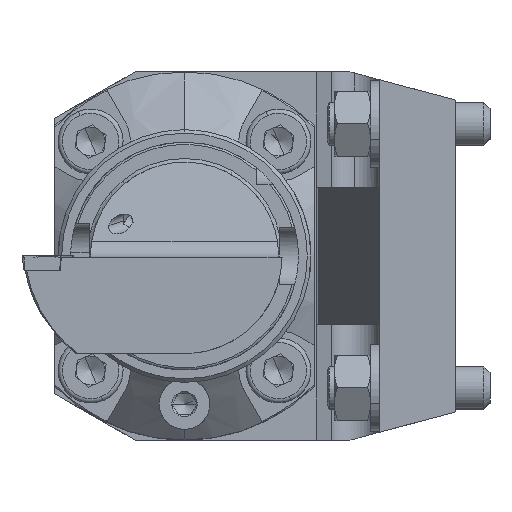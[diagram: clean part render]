
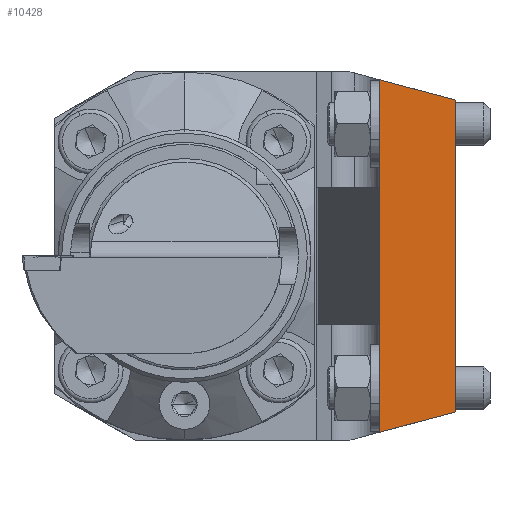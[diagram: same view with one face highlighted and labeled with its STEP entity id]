
A CAD part, left-side view. The second image highlights one B-rep face of the part: STEP entity #10428.
In plain terms, the highlighted planar face has unit normal (-1, 0, 0).
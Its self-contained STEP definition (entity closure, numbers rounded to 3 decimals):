
#70 = CARTESIAN_POINT ( 'NONE',  ( -55., 16., 51. ) ) ;
#1106 = CARTESIAN_POINT ( 'NONE',  ( -55., -5., 43.176 ) ) ;
#1121 = ORIENTED_EDGE ( 'NONE', *, *, #30826, .T. ) ;
#1618 = EDGE_LOOP ( 'NONE', ( #19609, #31765, #1121, #5720, #13596, #5338 ) ) ;
#3194 = DIRECTION ( 'NONE',  ( 0., 0., -1. ) ) ;
#3227 = CARTESIAN_POINT ( 'NONE',  ( -55., -5., 43.176 ) ) ;
#3531 = EDGE_CURVE ( 'NONE', #10563, #31526, #27461, .T. ) ;
#4145 = CARTESIAN_POINT ( 'NONE',  ( -55., -5., -43.176 ) ) ;
#5286 = EDGE_CURVE ( 'NONE', #31653, #31526, #17027, .T. ) ;
#5338 = ORIENTED_EDGE ( 'NONE', *, *, #7206, .T. ) ;
#5404 = DIRECTION ( 'NONE',  ( 0., 0., -1. ) ) ;
#5623 = DIRECTION ( 'NONE',  ( -1., 0., 0. ) ) ;
#5720 = ORIENTED_EDGE ( 'NONE', *, *, #3531, .T. ) ;
#5837 = CARTESIAN_POINT ( 'NONE',  ( -55., 16., 19. ) ) ;
#7168 = FACE_OUTER_BOUND ( 'NONE', #1618, .T. ) ;
#7206 = EDGE_CURVE ( 'NONE', #31653, #26424, #31407, .T. ) ;
#8739 = CARTESIAN_POINT ( 'NONE',  ( -55., 16., 51. ) ) ;
#10251 = EDGE_CURVE ( 'NONE', #33464, #26424, #27961, .T. ) ;
#10428 = ADVANCED_FACE ( 'NONE', ( #7168 ), #21271, .T. ) ;
#10454 = LINE ( 'NONE', #3227, #17890 ) ;
#10563 = VERTEX_POINT ( 'NONE', #5837 ) ;
#10968 = VERTEX_POINT ( 'NONE', #30577 ) ;
#11381 = VECTOR ( 'NONE', #32991, 1000. ) ;
#11449 = DIRECTION ( 'NONE',  ( 0., -1., 0. ) ) ;
#12821 = VECTOR ( 'NONE', #3194, 1000. ) ;
#13596 = ORIENTED_EDGE ( 'NONE', *, *, #5286, .F. ) ;
#16012 = CARTESIAN_POINT ( 'NONE',  ( -55., 16., -19. ) ) ;
#16265 = VECTOR ( 'NONE', #5404, 1000. ) ;
#17027 = LINE ( 'NONE', #70, #11381 ) ;
#17139 = LINE ( 'NONE', #22056, #16265 ) ;
#17890 = VECTOR ( 'NONE', #19821, 1000. ) ;
#19609 = ORIENTED_EDGE ( 'NONE', *, *, #10251, .F. ) ;
#19821 = DIRECTION ( 'NONE',  ( 0., -0.966, -0.259 ) ) ;
#20189 = DIRECTION ( 'NONE',  ( 0., -0.966, 0.259 ) ) ;
#20678 = VECTOR ( 'NONE', #25346, 1000. ) ;
#20932 = CARTESIAN_POINT ( 'NONE',  ( -55., -5., -43.176 ) ) ;
#21271 = PLANE ( 'NONE',  #34437 ) ;
#22056 = CARTESIAN_POINT ( 'NONE',  ( -55., 16., 51. ) ) ;
#25346 = DIRECTION ( 'NONE',  ( 0., 0., -1. ) ) ;
#26424 = VERTEX_POINT ( 'NONE', #4145 ) ;
#27461 = LINE ( 'NONE', #8739, #12821 ) ;
#27961 = LINE ( 'NONE', #35301, #20678 ) ;
#30577 = CARTESIAN_POINT ( 'NONE',  ( -55., 16., 48.803 ) ) ;
#30826 = EDGE_CURVE ( 'NONE', #10968, #10563, #17139, .T. ) ;
#31407 = LINE ( 'NONE', #20932, #32250 ) ;
#31526 = VERTEX_POINT ( 'NONE', #16012 ) ;
#31653 = VERTEX_POINT ( 'NONE', #32970 ) ;
#31765 = ORIENTED_EDGE ( 'NONE', *, *, #32228, .F. ) ;
#32143 = CARTESIAN_POINT ( 'NONE',  ( -55., -5., 51. ) ) ;
#32228 = EDGE_CURVE ( 'NONE', #10968, #33464, #10454, .T. ) ;
#32250 = VECTOR ( 'NONE', #20189, 1000. ) ;
#32970 = CARTESIAN_POINT ( 'NONE',  ( -55., 16., -48.803 ) ) ;
#32991 = DIRECTION ( 'NONE',  ( 0., 0., 1. ) ) ;
#33464 = VERTEX_POINT ( 'NONE', #1106 ) ;
#34437 = AXIS2_PLACEMENT_3D ( 'NONE', #32143, #5623, #11449 ) ;
#35301 = CARTESIAN_POINT ( 'NONE',  ( -55., -5., 51. ) ) ;
